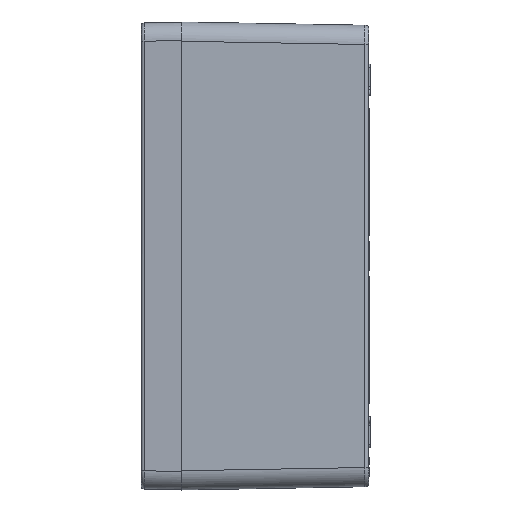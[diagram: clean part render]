
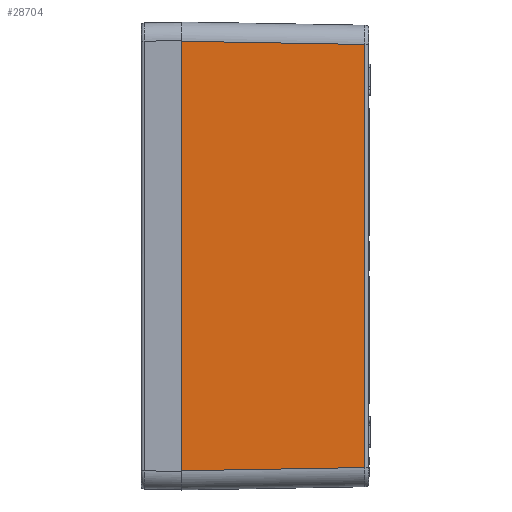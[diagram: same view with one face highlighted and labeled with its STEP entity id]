
A CAD part, left-side view. The second image highlights one B-rep face of the part: STEP entity #28704.
In plain terms, the highlighted planar face has unit normal (-1, -0.018, 0).
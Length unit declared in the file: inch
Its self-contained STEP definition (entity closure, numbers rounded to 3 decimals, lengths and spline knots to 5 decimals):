
#582 = CARTESIAN_POINT ( 'NONE',  ( -6.50464, -0.07273, 4.16808 ) ) ;
#2558 = LINE ( 'NONE', #23083, #34809 ) ;
#3332 = VERTEX_POINT ( 'NONE', #12673 ) ;
#3464 = LINE ( 'NONE', #582, #18893 ) ;
#3533 = EDGE_CURVE ( 'NONE', #6686, #3332, #22518, .T. ) ;
#4362 = DIRECTION ( 'NONE',  ( 0.017, -1., 0.017 ) ) ;
#4647 = CARTESIAN_POINT ( 'NONE',  ( -6.50591, 0., -4.16935 ) ) ;
#5970 = EDGE_CURVE ( 'NONE', #36024, #32118, #2558, .T. ) ;
#6686 = VERTEX_POINT ( 'NONE', #31800 ) ;
#7031 = CARTESIAN_POINT ( 'NONE',  ( -6.44369, -3.56437, -2.27165 ) ) ;
#7426 = CARTESIAN_POINT ( 'NONE',  ( -6.50591, 0., -4.16935 ) ) ;
#7543 = ORIENTED_EDGE ( 'NONE', *, *, #3533, .F. ) ;
#7589 = FACE_OUTER_BOUND ( 'NONE', #18240, .T. ) ;
#9367 = ORIENTED_EDGE ( 'NONE', *, *, #11210, .T. ) ;
#10465 = PLANE ( 'NONE',  #35506 ) ;
#11210 = EDGE_CURVE ( 'NONE', #36024, #3332, #18938, .T. ) ;
#12286 = DIRECTION ( 'NONE',  ( 0.017, -1., -0.017 ) ) ;
#12673 = CARTESIAN_POINT ( 'NONE',  ( -6.44369, -3.56437, -4.10713 ) ) ;
#14557 = VECTOR ( 'NONE', #4362, 39.37008 ) ;
#16551 = ORIENTED_EDGE ( 'NONE', *, *, #5970, .F. ) ;
#16564 = ORIENTED_EDGE ( 'NONE', *, *, #23556, .F. ) ;
#18240 = EDGE_LOOP ( 'NONE', ( #16564, #16551, #9367, #7543 ) ) ;
#18893 = VECTOR ( 'NONE', #12286, 39.37008 ) ;
#18938 = LINE ( 'NONE', #7426, #14557 ) ;
#22518 = LINE ( 'NONE', #7031, #30700 ) ;
#22741 = DIRECTION ( 'NONE',  ( 0.017, -1., 0. ) ) ;
#23083 = CARTESIAN_POINT ( 'NONE',  ( -6.50591, 0., 0. ) ) ;
#23556 = EDGE_CURVE ( 'NONE', #32118, #6686, #3464, .T. ) ;
#26177 = CARTESIAN_POINT ( 'NONE',  ( -6.50591, 0., 4.16935 ) ) ;
#28685 = DIRECTION ( 'NONE',  ( -1., -0.017, 0. ) ) ;
#28704 = ADVANCED_FACE ( 'NONE', ( #7589 ), #10465, .T. ) ;
#30700 = VECTOR ( 'NONE', #34011, 39.37008 ) ;
#31555 = CARTESIAN_POINT ( 'NONE',  ( -6.50591, 0., -4.54331 ) ) ;
#31800 = CARTESIAN_POINT ( 'NONE',  ( -6.44369, -3.56437, 4.10713 ) ) ;
#32118 = VERTEX_POINT ( 'NONE', #26177 ) ;
#34011 = DIRECTION ( 'NONE',  ( 0., 0., -1. ) ) ;
#34763 = DIRECTION ( 'NONE',  ( 0., 0., 1. ) ) ;
#34809 = VECTOR ( 'NONE', #34763, 39.37008 ) ;
#35506 = AXIS2_PLACEMENT_3D ( 'NONE', #31555, #28685, #22741 ) ;
#36024 = VERTEX_POINT ( 'NONE', #4647 ) ;
